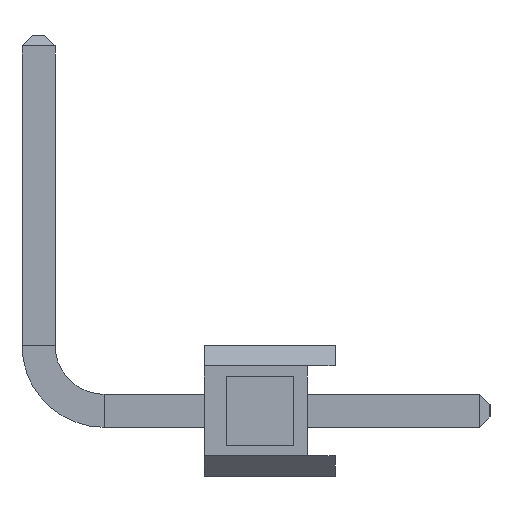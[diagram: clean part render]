
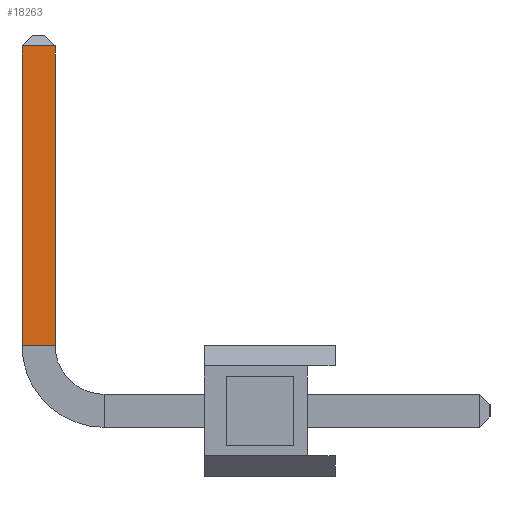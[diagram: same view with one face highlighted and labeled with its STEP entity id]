
A CAD part, left-side view. The second image highlights one B-rep face of the part: STEP entity #18263.
In plain terms, the highlighted planar face has unit normal (-1, 0, 0).
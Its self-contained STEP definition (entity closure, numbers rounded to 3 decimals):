
#1 = CARTESIAN_POINT ( 'NONE',  ( -0.32, 6.07, 7.07 ) ) ;
#1231 = CARTESIAN_POINT ( 'NONE',  ( -0.32, 6.07, 1.27 ) ) ;
#1858 = EDGE_CURVE ( 'NONE', #21446, #8698, #17019, .T. ) ;
#1919 = VECTOR ( 'NONE', #20533, 1000. ) ;
#2830 = EDGE_CURVE ( 'NONE', #12628, #8698, #11629, .T. ) ;
#2897 = CARTESIAN_POINT ( 'NONE',  ( -0.32, 5.43, 1.27 ) ) ;
#4539 = VECTOR ( 'NONE', #18290, 1000. ) ;
#5517 = VERTEX_POINT ( 'NONE', #2897 ) ;
#6168 = ORIENTED_EDGE ( 'NONE', *, *, #1858, .F. ) ;
#7176 = CARTESIAN_POINT ( 'NONE',  ( -0.32, 5.43, 7.07 ) ) ;
#7654 = LINE ( 'NONE', #19639, #22054 ) ;
#7735 = CARTESIAN_POINT ( 'NONE',  ( -0.32, 6.07, 1.27 ) ) ;
#8168 = FACE_OUTER_BOUND ( 'NONE', #14499, .T. ) ;
#8698 = VERTEX_POINT ( 'NONE', #1 ) ;
#8857 = DIRECTION ( 'NONE',  ( 0., -1., 0. ) ) ;
#9951 = AXIS2_PLACEMENT_3D ( 'NONE', #1231, #17623, #11975 ) ;
#10281 = PLANE ( 'NONE',  #9951 ) ;
#10760 = VECTOR ( 'NONE', #15101, 1000. ) ;
#11104 = CARTESIAN_POINT ( 'NONE',  ( -0.32, 6.07, 1.27 ) ) ;
#11629 = LINE ( 'NONE', #13119, #10760 ) ;
#11975 = DIRECTION ( 'NONE',  ( 0., -1., 0. ) ) ;
#12044 = ORIENTED_EDGE ( 'NONE', *, *, #2830, .T. ) ;
#12628 = VERTEX_POINT ( 'NONE', #7176 ) ;
#12692 = EDGE_CURVE ( 'NONE', #5517, #12628, #14791, .T. ) ;
#13050 = EDGE_CURVE ( 'NONE', #21446, #5517, #7654, .T. ) ;
#13119 = CARTESIAN_POINT ( 'NONE',  ( -0.32, 6.07, 7.07 ) ) ;
#14499 = EDGE_LOOP ( 'NONE', ( #17424, #12044, #6168, #19021 ) ) ;
#14791 = LINE ( 'NONE', #18368, #4539 ) ;
#15101 = DIRECTION ( 'NONE',  ( 0., 1., 0. ) ) ;
#17019 = LINE ( 'NONE', #7735, #1919 ) ;
#17424 = ORIENTED_EDGE ( 'NONE', *, *, #12692, .T. ) ;
#17623 = DIRECTION ( 'NONE',  ( -1., 0., 0. ) ) ;
#18263 = ADVANCED_FACE ( 'NONE', ( #8168 ), #10281, .T. ) ;
#18290 = DIRECTION ( 'NONE',  ( 0., 0., 1. ) ) ;
#18368 = CARTESIAN_POINT ( 'NONE',  ( -0.32, 5.43, 1.27 ) ) ;
#19021 = ORIENTED_EDGE ( 'NONE', *, *, #13050, .T. ) ;
#19639 = CARTESIAN_POINT ( 'NONE',  ( -0.32, 6.07, 1.27 ) ) ;
#20533 = DIRECTION ( 'NONE',  ( 0., 0., 1. ) ) ;
#21446 = VERTEX_POINT ( 'NONE', #11104 ) ;
#22054 = VECTOR ( 'NONE', #8857, 1000. ) ;
